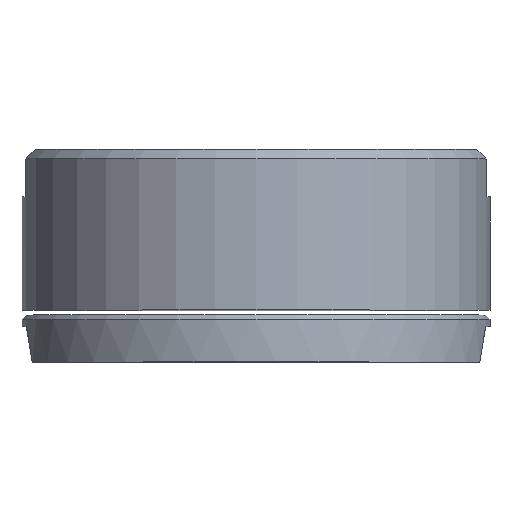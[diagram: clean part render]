
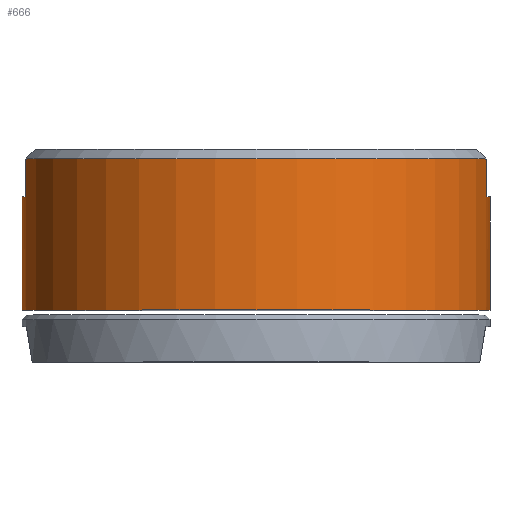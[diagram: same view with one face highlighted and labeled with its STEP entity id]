
A CAD part, top view. The second image highlights one B-rep face of the part: STEP entity #666.
In plain terms, the highlighted cylindrical face has radius 4.95 mm (diameter 9.9 mm), a partial arc.
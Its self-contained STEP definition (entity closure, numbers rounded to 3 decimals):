
#318=CARTESIAN_POINT('',(0.,4.3,
0.));
#319=DIRECTION('',(0.,-1.,0.));
#320=DIRECTION('',(0.985,0.,0.174));
#321=AXIS2_PLACEMENT_3D('',#318,#319,#320);
#327=CARTESIAN_POINT('',(4.874,4.3,0.862));
#352=DIRECTION('',(0.,-1.,0.));
#353=VECTOR('',#352,2.4);
#354=CARTESIAN_POINT('',(4.95,3.5,0.));
#355=LINE('',#354,#353);
#379=CARTESIAN_POINT('',(-4.874,4.3,0.862));
#385=DIRECTION('',(0.,1.,0.));
#386=VECTOR('',#385,0.8);
#387=CARTESIAN_POINT('',(4.874,3.5,0.862));
#388=LINE('',#387,#386);
#389=CARTESIAN_POINT('',(0.,3.5,0.));
#390=DIRECTION('',(0.,1.,0.));
#391=DIRECTION('',(0.985,0.,0.174));
#392=AXIS2_PLACEMENT_3D('',#389,#390,#391);
#394=DIRECTION('',(0.,-1.,0.));
#395=VECTOR('',#394,2.4);
#396=CARTESIAN_POINT('',(-4.95,3.5,0.));
#397=LINE('',#396,#395);
#398=CARTESIAN_POINT('',(0.,3.5,0.));
#399=DIRECTION('',(0.,1.,0.));
#400=DIRECTION('',(-1.,0.,0.));
#401=AXIS2_PLACEMENT_3D('',#398,#399,#400);
#403=DIRECTION('',(0.,1.,0.));
#404=VECTOR('',#403,0.8);
#405=CARTESIAN_POINT('',(-4.874,3.5,0.862));
#406=LINE('',#405,#404);
#438=CARTESIAN_POINT('',(0.,1.1,0.));
#439=DIRECTION('',(0.,1.,0.));
#440=DIRECTION('',(-1.,0.,0.));
#441=AXIS2_PLACEMENT_3D('',#438,#439,#440);
#443=CARTESIAN_POINT('',(4.95,1.1,0.));
#444=CARTESIAN_POINT('',(-4.95,1.1,0.));
#445=VERTEX_POINT('',#443);
#446=VERTEX_POINT('',#444);
#463=CARTESIAN_POINT('',(4.95,3.5,0.));
#465=VERTEX_POINT('',#463);
#468=CARTESIAN_POINT('',(-4.95,3.5,0.));
#470=VERTEX_POINT('',#468);
#471=CARTESIAN_POINT('',(-4.874,3.5,0.862));
#472=VERTEX_POINT('',#471);
#473=CARTESIAN_POINT('',(4.874,3.5,0.862));
#474=VERTEX_POINT('',#473);
#476=VERTEX_POINT('',#327);
#477=VERTEX_POINT('',#379);
#648=CARTESIAN_POINT('',(0.,4.5,0.));
#649=DIRECTION('',(0.,1.,0.));
#650=DIRECTION('',(1.,0.,0.));
#651=AXIS2_PLACEMENT_3D('',#648,#649,#650);
#652=CYLINDRICAL_SURFACE('',#651,4.95);
#653=ORIENTED_EDGE('',*,*,#530,.F.);
#654=ORIENTED_EDGE('',*,*,#548,.F.);
#656=ORIENTED_EDGE('',*,*,#655,.T.);
#657=ORIENTED_EDGE('',*,*,#596,.T.);
#659=ORIENTED_EDGE('',*,*,#658,.F.);
#660=ORIENTED_EDGE('',*,*,#592,.F.);
#662=ORIENTED_EDGE('',*,*,#661,.T.);
#663=ORIENTED_EDGE('',*,*,#639,.T.);
#664=EDGE_LOOP('',(#653,#654,#656,#657,#659,#660,#662,#663));
#665=FACE_OUTER_BOUND('',#664,.F.);
#322=CIRCLE('',#321,4.95);
#393=CIRCLE('',#392,4.95);
#402=CIRCLE('',#401,4.95);
#442=CIRCLE('',#441,4.95);
#530=EDGE_CURVE('',#476,#477,#322,.T.);
#548=EDGE_CURVE('',#474,#476,#388,.T.);
#592=EDGE_CURVE('',#470,#446,#397,.T.);
#596=EDGE_CURVE('',#465,#445,#355,.T.);
#639=EDGE_CURVE('',#472,#477,#406,.T.);
#655=EDGE_CURVE('',#474,#465,#393,.T.);
#658=EDGE_CURVE('',#446,#445,#442,.T.);
#661=EDGE_CURVE('',#470,#472,#402,.T.);
#666=ADVANCED_FACE('',(#665),#652,.T.);
